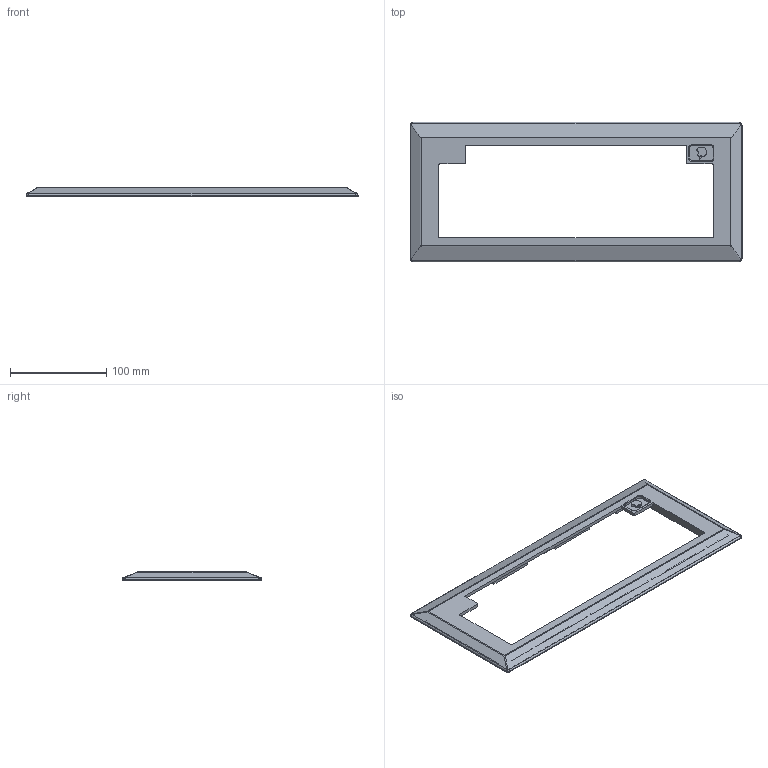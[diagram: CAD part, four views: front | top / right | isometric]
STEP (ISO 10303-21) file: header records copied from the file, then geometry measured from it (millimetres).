
FILE_DESCRIPTION(/* description */ (''),/* implementation_level */ '2;1');
FILE_NAME(/* name */ 'M0110nix60 Top Shell.step',/* time_stamp */ '2023-01-12T23:04:21+07:00',/* author */ (''),/* organization */ (''),/* preprocessor_version */ 'ST-DEVELOPER v19.2',/* originating_system */ 'Autodesk Translation Framework v11.17.0.187',/* authorisation */ '');
FILE_SCHEMA (('AUTOMOTIVE_DESIGN { 1 0 10303 214 3 1 1 }'));
Length unit declared in the file: millimetre
Products named in the file (1): Case Design
Bounding box: 345.75 x 145.25 x 8.5 mm (x, y, z)
Volume: 73841.5 mm3; surface area: 69885 mm2
Topology: 3 solids, 3 shells, 263 faces, 662 edges, 428 vertices
Faces by surface type: plane 177, cylinder 46, bspline 32, sphere 8
Full cylindrical faces by diameter (mm): 4 x8, 6 x8
Entity records: 8651 total; most frequent: CARTESIAN_POINT 2454, ORIENTED_EDGE 1324, DIRECTION 1186, EDGE_CURVE 662, LINE 490, VECTOR 490, VERTEX_POINT 428, AXIS2_PLACEMENT_3D 348
